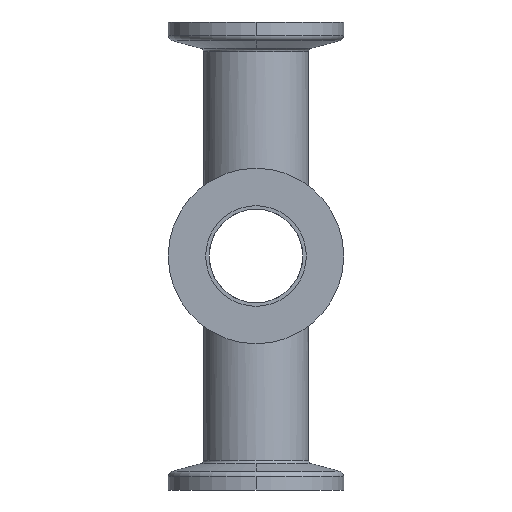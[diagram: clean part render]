
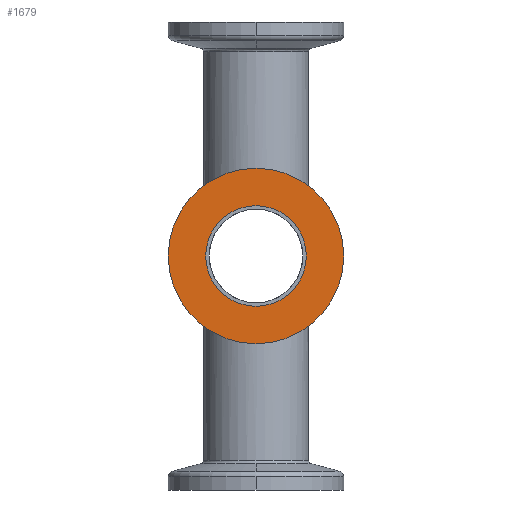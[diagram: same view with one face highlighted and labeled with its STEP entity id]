
A CAD part, front view. The second image highlights one B-rep face of the part: STEP entity #1679.
In plain terms, the highlighted planar face has unit normal (0, -1, 0).
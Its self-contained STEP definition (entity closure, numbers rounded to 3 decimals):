
#1201=CARTESIAN_POINT('',(0.,-40.0,25.4));
#1202=VERTEX_POINT('',#1201);
#1211=CARTESIAN_POINT('',(0.,-40.0,42.6));
#1212=VERTEX_POINT('',#1211);
#1213=CARTESIAN_POINT('',(0.,-40.0,34.0));
#1214=DIRECTION('',(0.0,1.0,0.0));
#1215=DIRECTION('',(0.0,0.0,-1.0));
#1216=AXIS2_PLACEMENT_3D('',#1213,#1214,#1215);
#1217=CIRCLE('',#1216,8.6);
#1218=EDGE_CURVE('',#1212,#1202,#1217,.T.);
#1243=CARTESIAN_POINT('',(0.,-40.0,19.));
#1244=VERTEX_POINT('',#1243);
#1253=CARTESIAN_POINT('',(0.,-40.0,49.0));
#1254=VERTEX_POINT('',#1253);
#1255=CARTESIAN_POINT('',(0.,-40.0,34.0));
#1256=DIRECTION('',(0.0,1.0,0.0));
#1257=DIRECTION('',(0.0,0.0,-1.0));
#1258=AXIS2_PLACEMENT_3D('',#1255,#1256,#1257);
#1259=CIRCLE('',#1258,15.0);
#1260=EDGE_CURVE('',#1244,#1254,#1259,.T.);
#1603=CARTESIAN_POINT('',(0.,-40.0,34.0));
#1604=DIRECTION('',(0.0,1.0,0.0));
#1605=DIRECTION('',(0.0,0.0,-1.0));
#1606=AXIS2_PLACEMENT_3D('',#1603,#1604,#1605);
#1607=CIRCLE('',#1606,15.0);
#1608=EDGE_CURVE('',#1254,#1244,#1607,.T.);
#1656=CARTESIAN_POINT('',(0.,-40.0,34.0));
#1657=DIRECTION('',(0.0,1.0,0.0));
#1658=DIRECTION('',(0.0,0.0,-1.0));
#1659=AXIS2_PLACEMENT_3D('',#1656,#1657,#1658);
#1660=CIRCLE('',#1659,8.6);
#1661=EDGE_CURVE('',#1202,#1212,#1660,.T.);
#1666=CARTESIAN_POINT('',(0.,-40.0,22.2));
#1667=DIRECTION('',(0.0,-1.0,0.0));
#1668=DIRECTION('',(-1.0,0.0,0.0));
#1669=AXIS2_PLACEMENT_3D('',#1666,#1667,#1668);
#1670=PLANE('',#1669);
#1671=ORIENTED_EDGE('',*,*,#1260,.F.);
#1672=ORIENTED_EDGE('',*,*,#1608,.F.);
#1673=EDGE_LOOP('',(#1671,#1672));
#1674=FACE_OUTER_BOUND('',#1673,.T.);
#1675=ORIENTED_EDGE('',*,*,#1661,.T.);
#1676=ORIENTED_EDGE('',*,*,#1218,.T.);
#1677=EDGE_LOOP('',(#1675,#1676));
#1678=FACE_BOUND('',#1677,.T.);
#1679=ADVANCED_FACE('',(#1674,#1678),#1670,.T.);
